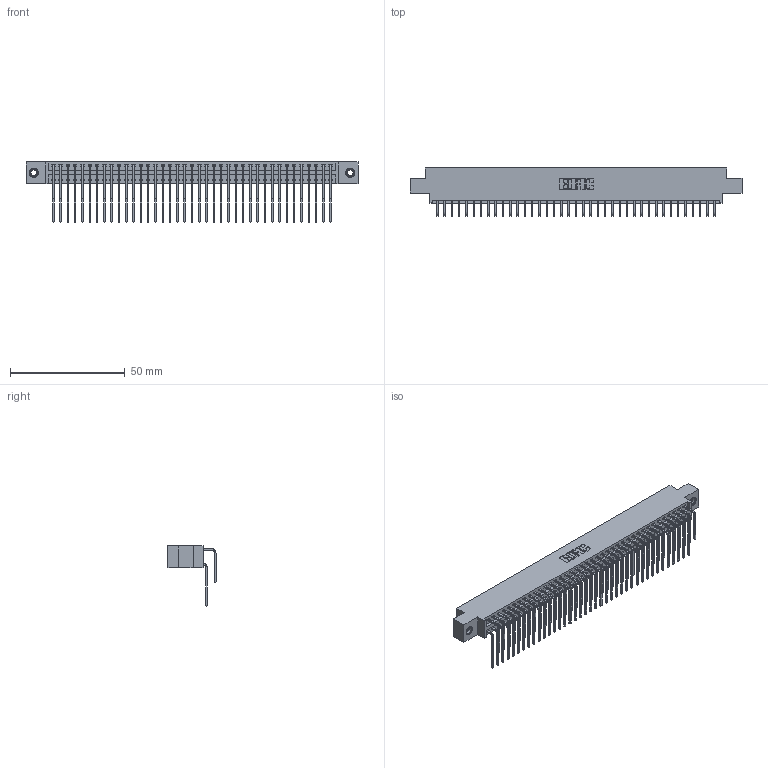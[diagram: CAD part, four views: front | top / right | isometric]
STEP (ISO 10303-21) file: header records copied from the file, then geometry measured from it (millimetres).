
FILE_DESCRIPTION (( 'STEP AP203' ), '1' );
FILE_NAME ('346-078-559-807.STEP', '2022-05-25T14:52:03', ( '' ), ( '' ), 'SwSTEP 2.0', 'SolidWorks 2020', '' );
FILE_SCHEMA (( 'CONFIG_CONTROL_DESIGN' ));
Length unit declared in the file: inch
Products named in the file (5): 346 Part_0.170 Offset - 0.156 Dia-TI; 345-292-001_558 559 Tail - 1; 345-292-001_559 Tail - 2; 346-078-559-807; 345-250-001_345-250-005-103
Assembly tree (81 placements, depth 2):
  346-078-559-807
    346 Part_0.170 Offset - 0.156 Dia-TI
    345-292-001_558 559 Tail - 1  x39
    345-292-001_559 Tail - 2  x39
    345-250-001_345-250-005-103  x2
Bounding box: 144.4 x 20.89 x 26.16 mm (x, y, z)
Volume: 14339.2 mm3; surface area: 22035.1 mm2
Topology: 81 solids, 81 shells, 4398 faces, 13035 edges, 8578 vertices
Faces by surface type: plane 2998, cylinder 1384, cone 12, torus 4
Entity records: 28958 total; most frequent: CARTESIAN_POINT 4814, ORIENTED_EDGE 4690, DIRECTION 4291, EDGE_CURVE 2345, LINE 1997, VECTOR 1997, VERTEX_POINT 1556, AXIS2_PLACEMENT_3D 1147
